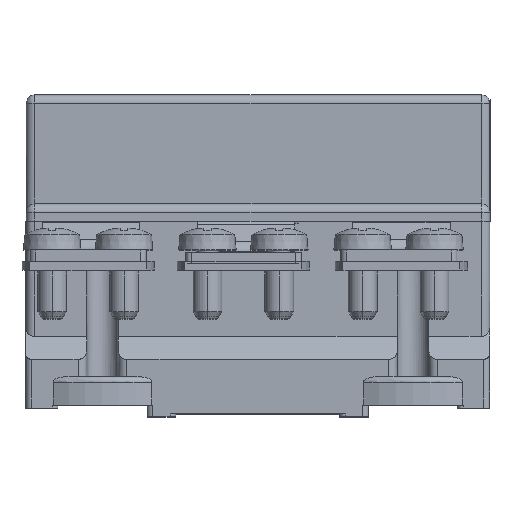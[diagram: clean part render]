
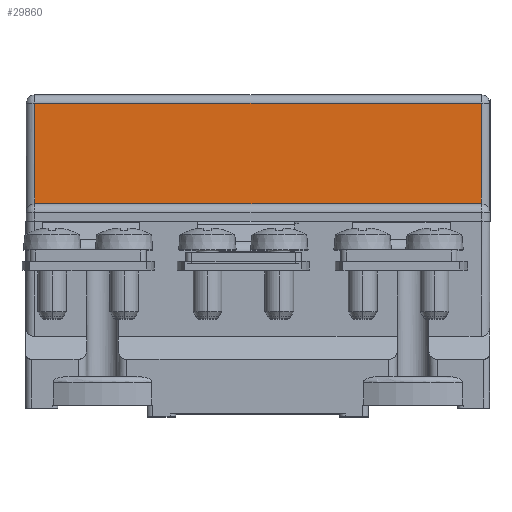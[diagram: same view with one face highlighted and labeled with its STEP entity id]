
A CAD part, top view. The second image highlights one B-rep face of the part: STEP entity #29860.
In plain terms, the highlighted face is planar.
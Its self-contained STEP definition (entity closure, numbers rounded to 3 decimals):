
#26296=DIRECTION('',(0.,0.,-1.));
#26297=VECTOR('',#26296,77.7);
#26298=CARTESIAN_POINT('',(22.5,3.,38.85));
#26299=LINE('',#26298,#26297);
#26363=DIRECTION('',(0.,1.,0.));
#26364=VECTOR('',#26363,17.5);
#26365=CARTESIAN_POINT('',(22.5,3.,-38.85));
#26366=LINE('',#26365,#26364);
#26370=DIRECTION('',(0.,-1.,0.));
#26371=VECTOR('',#26370,17.5);
#26372=CARTESIAN_POINT('',(22.5,20.5,38.85));
#26373=LINE('',#26372,#26371);
#26922=DIRECTION('',(0.,0.,1.));
#26923=VECTOR('',#26922,77.7);
#26924=CARTESIAN_POINT('',(22.5,20.5,-38.85));
#26925=LINE('',#26924,#26923);
#29138=CARTESIAN_POINT('',(22.5,3.,-38.85));
#29139=VERTEX_POINT('',#29138);
#29140=CARTESIAN_POINT('',(22.5,3.,38.85));
#29141=VERTEX_POINT('',#29140);
#29152=CARTESIAN_POINT('',(22.5,20.5,-38.85));
#29153=VERTEX_POINT('',#29152);
#29154=CARTESIAN_POINT('',(22.5,20.5,38.85));
#29155=VERTEX_POINT('',#29154);
#29847=CARTESIAN_POINT('',(22.5,3.,-40.35));
#29848=DIRECTION('',(1.,0.,0.));
#29849=DIRECTION('',(0.,1.,0.));
#29850=AXIS2_PLACEMENT_3D('',#29847,#29848,#29849);
#29851=PLANE('',#29850);
#29853=ORIENTED_EDGE('',*,*,#29852,.F.);
#29855=ORIENTED_EDGE('',*,*,#29854,.F.);
#29856=ORIENTED_EDGE('',*,*,#29833,.F.);
#29857=ORIENTED_EDGE('',*,*,#29767,.F.);
#29858=EDGE_LOOP('',(#29853,#29855,#29856,#29857));
#29859=FACE_OUTER_BOUND('',#29858,.F.);
#29767=EDGE_CURVE('',#29141,#29139,#26299,.T.);
#29833=EDGE_CURVE('',#29139,#29153,#26366,.T.);
#29852=EDGE_CURVE('',#29155,#29141,#26373,.T.);
#29854=EDGE_CURVE('',#29153,#29155,#26925,.T.);
#29860=ADVANCED_FACE('',(#29859),#29851,.T.);
